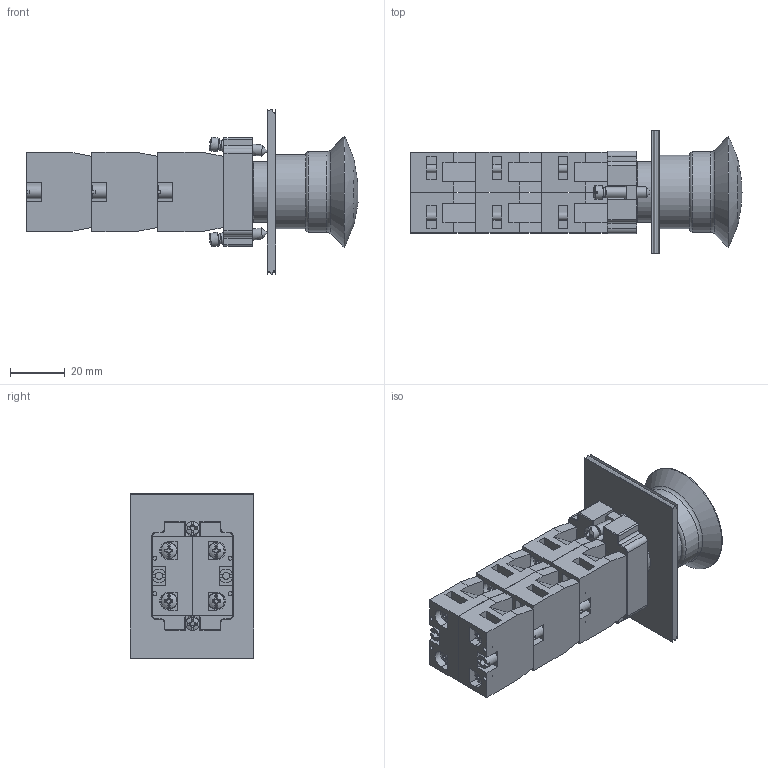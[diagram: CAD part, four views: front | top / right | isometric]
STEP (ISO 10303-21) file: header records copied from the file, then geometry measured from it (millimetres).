
FILE_DESCRIPTION(/* description */ (''),/* implementation_level */ '2;1');
FILE_NAME(/* name */ '2AMX.stp',/* time_stamp */ '2016-07-15T11:09:51-04:00',/* author */ ('CAD Station'),/* organization */ (''),/* preprocessor_version */ 'ST-DEVELOPER v16.1',/* originating_system */ 'Autodesk Inventor 2016',/* authorisation */ '');
FILE_SCHEMA (('AUTOMOTIVE_DESIGN { 1 0 10303 214 3 1 1 }'));
Length unit declared in the file: millimetre
Products named in the file (14): 2AMx; rubber_gasket; 2AMx_operator; 2BRK; DIN 7985 (Z) M4x18-Z; 2BRK_1; S1; screw; DIN 7985 (H) M3x10-H; S1_1; S2; S2_1; panel; 2AMx_1
Assembly tree (22 placements, depth 3):
  2AMx_1
    2AMx_operator
      2AMx
      rubber_gasket
    2BRK_1
      2BRK
      DIN 7985 (Z) M4x18-Z  x2
    S1_1  x3
      S1
      screw
      DIN 7985 (H) M3x10-H
    S2_1  x3
      S2
      screw
      DIN 7985 (H) M3x10-H
    panel
Bounding box: 121.2 x 45 x 60.45 mm (x, y, z)
Volume: 87757.7 mm3; surface area: 47429.9 mm2
Topology: 30 solids, 30 shells, 1212 faces, 3154 edges, 2067 vertices
Faces by surface type: plane 736, cylinder 216, cone 196, sphere 30, torus 28, bspline 6
Full cylindrical faces by diameter (mm): 1.5 x24, 2.5 x12, 2.6 x12, 2.75 x12, 3 x20, 3.65 x2, 4 x2, 5 x8, 18 x1, 20.3 x1, 22 x2, 22.25 x1, 22.5 x1, 24 x1, 24.25 x1, 25 x1, 27 x1, 27.1 x1, 29.3 x1
Entity records: 12903 total; most frequent: CARTESIAN_POINT 2354, DIRECTION 2204, ORIENTED_EDGE 1998, EDGE_CURVE 999, AXIS2_PLACEMENT_3D 788, VERTEX_POINT 683, LINE 628, VECTOR 628
